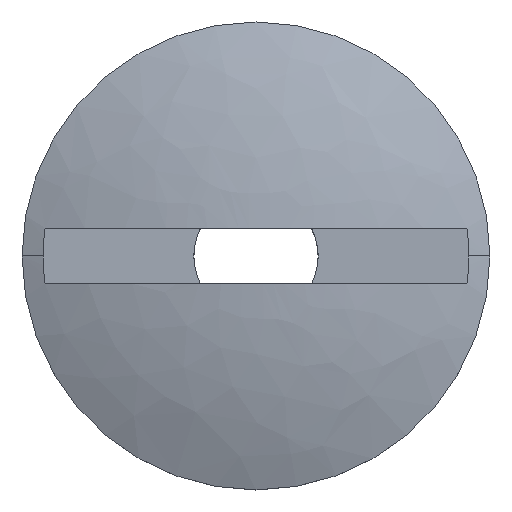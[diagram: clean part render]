
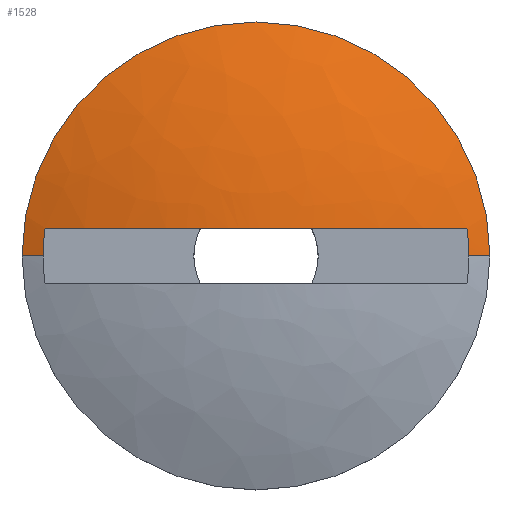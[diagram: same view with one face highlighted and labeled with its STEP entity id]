
A CAD part, top view. The second image highlights one B-rep face of the part: STEP entity #1528.
In plain terms, the highlighted free-form (B-spline) face has degree [3, 3] with [4, 7] control points.
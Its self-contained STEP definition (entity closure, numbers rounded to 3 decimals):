
#20 = CARTESIAN_POINT ( 'NONE',  ( 1.113, 0.85, 12.324 ) ) ;
#21 = EDGE_LOOP ( 'NONE', ( #2528, #2306, #953, #654, #451, #2338 ) ) ;
#142 = CARTESIAN_POINT ( 'NONE',  ( 6.719, 0., 11.115 ) ) ;
#165 = CARTESIAN_POINT ( 'NONE',  ( 0., 7.15, 10.944 ) ) ;
#176 = CARTESIAN_POINT ( 'NONE',  ( 1.779, 2.992, 12.233 ) ) ;
#237 = CARTESIAN_POINT ( 'NONE',  ( 3.809, 0.85, 11.945 ) ) ;
#373 = CARTESIAN_POINT ( 'NONE',  ( -7.229, 4.116, 10.944 ) ) ;
#386 = CARTESIAN_POINT ( 'NONE',  ( -1.779, 2.992, 12.233 ) ) ;
#391 = EDGE_CURVE ( 'NONE', #1493, #2558, #1973, .T. ) ;
#441 = CARTESIAN_POINT ( 'NONE',  ( 5.402, 0.85, 11.546 ) ) ;
#451 = ORIENTED_EDGE ( 'NONE', *, *, #1959, .T. ) ;
#467 = CARTESIAN_POINT ( 'NONE',  ( 0., 0., 11.194 ) ) ;
#522 =( BOUNDED_SURFACE ( )  B_SPLINE_SURFACE ( 3, 3, ( 
 ( #788, #2027, #1436, #165, #1636, #373, #1836 ),
 ( #577, #2040, #802, #2241, #1008, #2452, #1230 ),
 ( #2661, #1450, #176, #1648, #386, #1847, #587 ),
 ( #2051, #816, #2252, #1020, #2459, #1244, #2672 ) ),
 .UNSPECIFIED., .F., .F., .F. ) 
 B_SPLINE_SURFACE_WITH_KNOTS ( ( 4, 4 ),
 ( 4, 3, 4 ),
 ( 0., 0.889 ),
 ( 0., 0.5, 1. ),
 .UNSPECIFIED. ) 
 GEOMETRIC_REPRESENTATION_ITEM ( )  RATIONAL_B_SPLINE_SURFACE ( (
 ( 1., 0.8, 0.8, 1., 0.8, 0.8, 1.),
 ( 0.989, 0.791, 0.791, 0.989, 0.791, 0.791, 0.989),
 ( 0.988, 0.79, 0.79, 0.988, 0.79, 0.79, 0.988),
 ( 0.996, 0.797, 0.797, 0.996, 0.797, 0.797, 0.996) ) ) 
 REPRESENTATION_ITEM ( '' )  SURFACE ( )  );
#537 = CARTESIAN_POINT ( 'NONE',  ( 7.15, 0., 10.944 ) ) ;
#547 = CARTESIAN_POINT ( 'NONE',  ( 6.936, 0., 11.031 ) ) ;
#577 = CARTESIAN_POINT ( 'NONE',  ( 5.126, -0.097, 11.767 ) ) ;
#587 = CARTESIAN_POINT ( 'NONE',  ( -2.992, -0.056, 12.233 ) ) ;
#647 =( BOUNDED_CURVE ( )  B_SPLINE_CURVE ( 3, ( #2153, #2546, #2365, #1139 ),
 .UNSPECIFIED., .F., .T. ) 
 B_SPLINE_CURVE_WITH_KNOTS ( ( 4, 4 ),
 ( 0., 0.095 ),
 .UNSPECIFIED. ) 
 CURVE ( )  GEOMETRIC_REPRESENTATION_ITEM ( )  RATIONAL_B_SPLINE_CURVE ( ( 1., 0.999, 0.998, 0.997 ) ) 
 REPRESENTATION_ITEM ( '' )  );
#650 = CARTESIAN_POINT ( 'NONE',  ( -6.446, 0.85, 11.194 ) ) ;
#654 = ORIENTED_EDGE ( 'NONE', *, *, #853, .T. ) ;
#656 = CARTESIAN_POINT ( 'NONE',  ( 6.446, 0.85, 11.194 ) ) ;
#740 = CARTESIAN_POINT ( 'NONE',  ( 7.15, 0., 10.944 ) ) ;
#755 = VERTEX_POINT ( 'NONE', #2536 ) ;
#788 = CARTESIAN_POINT ( 'NONE',  ( 7.149, -0.135, 10.944 ) ) ;
#800 = DIRECTION ( 'NONE',  ( 0., 0., 1. ) ) ;
#802 = CARTESIAN_POINT ( 'NONE',  ( 3.049, 5.127, 11.767 ) ) ;
#816 = CARTESIAN_POINT ( 'NONE',  ( 0.817, 0.465, 12.327 ) ) ;
#853 = EDGE_CURVE ( 'NONE', #1525, #1118, #2160, .T. ) ;
#864 = CARTESIAN_POINT ( 'NONE',  ( -6.446, 0.85, 11.194 ) ) ;
#868 = CARTESIAN_POINT ( 'NONE',  ( -4.352, 0.85, 11.85 ) ) ;
#873 = CARTESIAN_POINT ( 'NONE',  ( -5.41, 0.85, 11.568 ) ) ;
#883 = DIRECTION ( 'NONE',  ( 0., 0., -1. ) ) ;
#932 = CIRCLE ( 'NONE', #1426, 6.502 ) ;
#953 = ORIENTED_EDGE ( 'NONE', *, *, #2122, .T. ) ;
#1008 = CARTESIAN_POINT ( 'NONE',  ( -3.049, 5.127, 11.767 ) ) ;
#1020 = CARTESIAN_POINT ( 'NONE',  ( 0., 0.808, 12.327 ) ) ;
#1058 = DIRECTION ( 'NONE',  ( 1., 0., 0. ) ) ;
#1077 = CARTESIAN_POINT ( 'NONE',  ( -2.182, 0.85, 12.206 ) ) ;
#1092 = CARTESIAN_POINT ( 'NONE',  ( 0., 0., 11.194 ) ) ;
#1118 = VERTEX_POINT ( 'NONE', #864 ) ;
#1139 = CARTESIAN_POINT ( 'NONE',  ( -6.502, 0., 11.194 ) ) ;
#1230 = CARTESIAN_POINT ( 'NONE',  ( -5.126, -0.097, 11.767 ) ) ;
#1244 = CARTESIAN_POINT ( 'NONE',  ( -0.817, 0.465, 12.327 ) ) ;
#1300 = CARTESIAN_POINT ( 'NONE',  ( -0.539, 0.85, 12.325 ) ) ;
#1314 = DIRECTION ( 'NONE',  ( 1., 0., 0. ) ) ;
#1426 = AXIS2_PLACEMENT_3D ( 'NONE', #1092, #2526, #1314 ) ;
#1431 = B_SPLINE_CURVE_WITH_KNOTS ( 'NONE', 3,
 ( #650, #873, #868, #2303, #1077, #2512, #1300, #20, #1508, #237, #1710, #441, #1909, #656 ),
 .UNSPECIFIED., .F., .F.,
 ( 4, 2, 2, 2, 2, 2, 4 ),
 ( 0., 0.003, 0.005, 0.007, 0.01, 0.012, 0.013 ),
 .UNSPECIFIED. ) ;
#1436 = CARTESIAN_POINT ( 'NONE',  ( 4.251, 7.15, 10.944 ) ) ;
#1450 = CARTESIAN_POINT ( 'NONE',  ( 3.026, 1.723, 12.233 ) ) ;
#1493 = VERTEX_POINT ( 'NONE', #537 ) ;
#1508 = CARTESIAN_POINT ( 'NONE',  ( 2.199, 0.85, 12.228 ) ) ;
#1525 = VERTEX_POINT ( 'NONE', #2017 ) ;
#1528 = ADVANCED_FACE ( 'NONE', ( #2348 ), #522, .F. ) ;
#1636 = CARTESIAN_POINT ( 'NONE',  ( -4.251, 7.15, 10.944 ) ) ;
#1648 = CARTESIAN_POINT ( 'NONE',  ( 0., 2.992, 12.233 ) ) ;
#1710 = CARTESIAN_POINT ( 'NONE',  ( 4.342, 0.85, 11.828 ) ) ;
#1791 = CARTESIAN_POINT ( 'NONE',  ( 6.446, 0.85, 11.194 ) ) ;
#1836 = CARTESIAN_POINT ( 'NONE',  ( -7.149, -0.135, 10.944 ) ) ;
#1844 = CARTESIAN_POINT ( 'NONE',  ( 6.502, 0., 11.194 ) ) ;
#1847 = CARTESIAN_POINT ( 'NONE',  ( -3.026, 1.723, 12.233 ) ) ;
#1909 = CARTESIAN_POINT ( 'NONE',  ( 5.928, 0.85, 11.381 ) ) ;
#1959 = EDGE_CURVE ( 'NONE', #1118, #2246, #1431, .T. ) ;
#1973 =( BOUNDED_CURVE ( )  B_SPLINE_CURVE ( 3, ( #740, #547, #142, #1844 ),
 .UNSPECIFIED., .F., .T. ) 
 B_SPLINE_CURVE_WITH_KNOTS ( ( 4, 4 ),
 ( 0., 0.095 ),
 .UNSPECIFIED. ) 
 CURVE ( )  GEOMETRIC_REPRESENTATION_ITEM ( )  RATIONAL_B_SPLINE_CURVE ( ( 1., 0.999, 0.998, 0.997 ) ) 
 REPRESENTATION_ITEM ( '' )  );
#2017 = CARTESIAN_POINT ( 'NONE',  ( -6.502, 0., 11.194 ) ) ;
#2027 = CARTESIAN_POINT ( 'NONE',  ( 7.229, 4.116, 10.944 ) ) ;
#2033 = EDGE_CURVE ( 'NONE', #2246, #2558, #932, .T. ) ;
#2037 = CARTESIAN_POINT ( 'NONE',  ( 0., 0., 10.944 ) ) ;
#2040 = CARTESIAN_POINT ( 'NONE',  ( 5.184, 2.951, 11.767 ) ) ;
#2051 = CARTESIAN_POINT ( 'NONE',  ( 0.808, -0.015, 12.327 ) ) ;
#2078 = CARTESIAN_POINT ( 'NONE',  ( 6.502, 0., 11.194 ) ) ;
#2122 = EDGE_CURVE ( 'NONE', #755, #1525, #647, .T. ) ;
#2153 = CARTESIAN_POINT ( 'NONE',  ( -7.15, 0., 10.944 ) ) ;
#2160 = CIRCLE ( 'NONE', #2696, 6.502 ) ;
#2239 = DIRECTION ( 'NONE',  ( 1., 0., 0. ) ) ;
#2241 = CARTESIAN_POINT ( 'NONE',  ( 0., 5.127, 11.767 ) ) ;
#2246 = VERTEX_POINT ( 'NONE', #1791 ) ;
#2252 = CARTESIAN_POINT ( 'NONE',  ( 0.481, 0.808, 12.327 ) ) ;
#2303 = CARTESIAN_POINT ( 'NONE',  ( -2.729, 0.85, 12.135 ) ) ;
#2306 = ORIENTED_EDGE ( 'NONE', *, *, #2372, .T. ) ;
#2319 = CIRCLE ( 'NONE', #2360, 7.15 ) ;
#2338 = ORIENTED_EDGE ( 'NONE', *, *, #2033, .T. ) ;
#2348 = FACE_OUTER_BOUND ( 'NONE', #21, .T. ) ;
#2360 = AXIS2_PLACEMENT_3D ( 'NONE', #2037, #800, #2239 ) ;
#2365 = CARTESIAN_POINT ( 'NONE',  ( -6.719, 0., 11.115 ) ) ;
#2372 = EDGE_CURVE ( 'NONE', #1493, #755, #2319, .T. ) ;
#2452 = CARTESIAN_POINT ( 'NONE',  ( -5.184, 2.951, 11.767 ) ) ;
#2459 = CARTESIAN_POINT ( 'NONE',  ( -0.481, 0.808, 12.327 ) ) ;
#2512 = CARTESIAN_POINT ( 'NONE',  ( -1.088, 0.85, 12.301 ) ) ;
#2526 = DIRECTION ( 'NONE',  ( 0., 0., -1. ) ) ;
#2528 = ORIENTED_EDGE ( 'NONE', *, *, #391, .F. ) ;
#2536 = CARTESIAN_POINT ( 'NONE',  ( -7.15, 0., 10.944 ) ) ;
#2546 = CARTESIAN_POINT ( 'NONE',  ( -6.936, 0., 11.031 ) ) ;
#2558 = VERTEX_POINT ( 'NONE', #2078 ) ;
#2661 = CARTESIAN_POINT ( 'NONE',  ( 2.992, -0.056, 12.233 ) ) ;
#2672 = CARTESIAN_POINT ( 'NONE',  ( -0.808, -0.015, 12.327 ) ) ;
#2696 = AXIS2_PLACEMENT_3D ( 'NONE', #467, #883, #1058 ) ;
